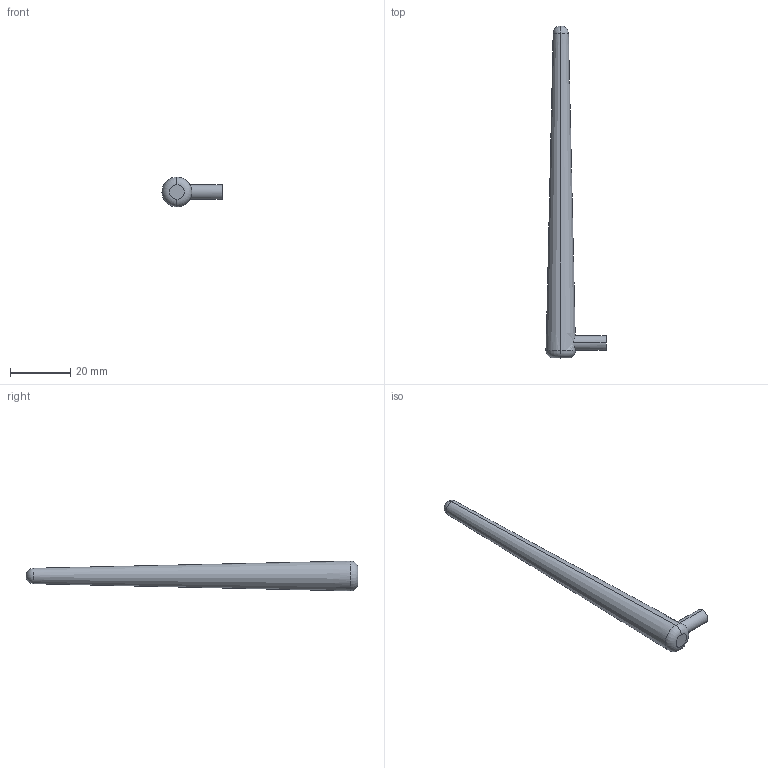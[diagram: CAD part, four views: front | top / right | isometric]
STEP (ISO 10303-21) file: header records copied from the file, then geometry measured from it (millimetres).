
FILE_DESCRIPTION (( 'STEP AP203' ), '1' );
FILE_NAME ('antenna.STEP', '2022-07-07T03:42:52', ( '' ), ( '' ), 'SwSTEP 2.0', 'SolidWorks 2020', '' );
FILE_SCHEMA (( 'CONFIG_CONTROL_DESIGN' ));
Length unit declared in the file: millimetre
Products named in the file (1): antenna
Bounding box: 19.94 x 110 x 9.88 mm (x, y, z)
Volume: 5177.3 mm3; surface area: 2793.1 mm2
Topology: 1 solids, 1 shells, 11 faces, 22 edges, 13 vertices
Faces by surface type: torus 4, plane 3, cylinder 2, cone 2
Entity records: 425 total; most frequent: CARTESIAN_POINT 110, DIRECTION 58, ORIENTED_EDGE 44, AXIS2_PLACEMENT_3D 27, EDGE_CURVE 22, CIRCLE 15, VERTEX_POINT 13, EDGE_LOOP 11
